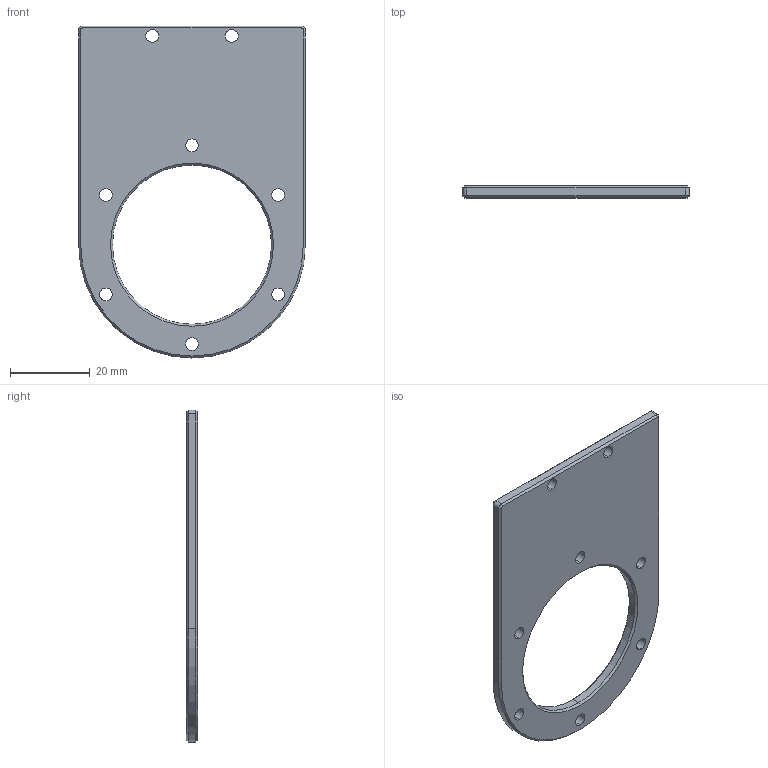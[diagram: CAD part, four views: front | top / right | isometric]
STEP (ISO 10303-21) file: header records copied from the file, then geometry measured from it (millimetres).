
FILE_DESCRIPTION (( 'STEP AP214' ), '1' );
FILE_NAME ('JXS-04-02.STEP', '2026-02-04T18:18:04', ( '1' ), ( '' ), 'SwSTEP 2.0', 'SolidWorks 2020', '' );
FILE_SCHEMA (( 'AUTOMOTIVE_DESIGN' ));
Length unit declared in the file: millimetre
Products named in the file (1): JXS-04-02
Bounding box: 57 x 3 x 83.5 mm (x, y, z)
Volume: 9173.1 mm3; surface area: 7340.9 mm2
Topology: 1 solids, 1 shells, 44 faces, 109 edges, 67 vertices
Faces by surface type: cylinder 22, cone 11, plane 11
Entity records: 1382 total; most frequent: DIRECTION 254, CARTESIAN_POINT 221, ORIENTED_EDGE 218, EDGE_CURVE 109, AXIS2_PLACEMENT_3D 100, VERTEX_POINT 67, EDGE_LOOP 62, CIRCLE 55
